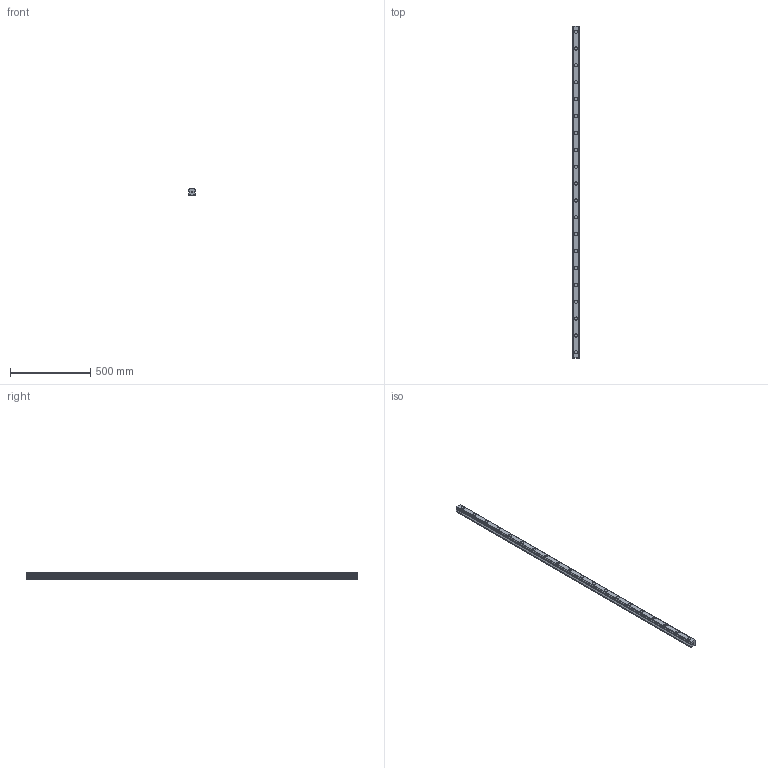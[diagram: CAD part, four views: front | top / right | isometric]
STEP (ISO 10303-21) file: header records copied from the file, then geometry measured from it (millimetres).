
FILE_DESCRIPTION(('STEP AP214'),'1');
FILE_NAME('cctmp_40511C91-0B40-4B14-9041-58D00B9808BA_2020_10_29_12_24_16_552..stp','2020-10-29T11:24:16',('HIWIN GmbH'),('CADClick - www.CADClick.com'),'Spatial InterOp 3D',' ','unknown authorization');
FILE_SCHEMA(('AUTOMOTIVE_DESIGN'));
Length unit declared in the file: millimetre
Products named in the file (1): HGR45R2065H_FILE
Bounding box: 45 x 2065 x 38 mm (x, y, z)
Volume: 2775145.1 mm3; surface area: 402101.4 mm2
Topology: 1 solids, 1 shells, 277 faces, 633 edges, 422 vertices
Faces by surface type: plane 153, cylinder 124
Entity records: 10115 total; most frequent: DIRECTION 1437, CARTESIAN_POINT 1333, ORIENTED_EDGE 1266, EDGE_CURVE 633, AXIS2_PLACEMENT_3D 526, VERTEX_POINT 422, LINE 385, VECTOR 385
